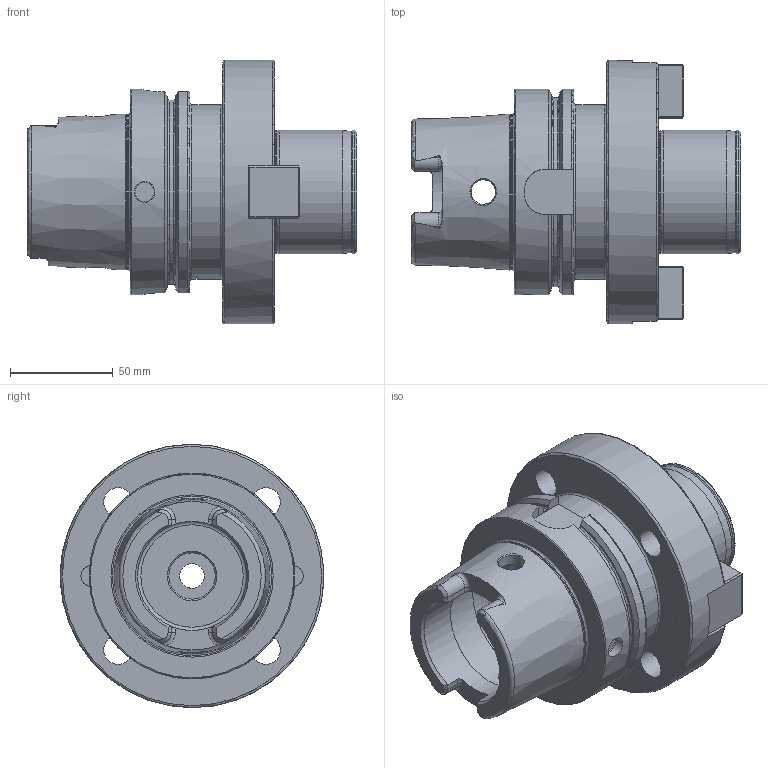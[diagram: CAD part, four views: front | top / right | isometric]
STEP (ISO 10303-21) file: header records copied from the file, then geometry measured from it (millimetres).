
FILE_DESCRIPTION (( 'STEP AP214' ), '1' );
FILE_NAME ('HA0.D60.K01.070.STEP', '2025-07-02T13:19:15', ( '' ), ( '' ), 'SwSTEP 2.0', 'SolidWorks 2022', '' );
FILE_SCHEMA (( 'AUTOMOTIVE_DESIGN' ));
Length unit declared in the file: millimetre
Products named in the file (5): U00-D60.ER1.025; HA0-D60.K01.070_Fertigbearbeitung; KVT_MB_600_060; ISO 4762 - M12 x 25_PreviewCfg; HA0.D60.K01.070
Assembly tree (6 placements, depth 2):
  HA0.D60.K01.070
    HA0-D60.K01.070_Fertigbearbeitung
    U00-D60.ER1.025  x2
    ISO 4762 - M12 x 25_PreviewCfg  x2
    KVT_MB_600_060
Bounding box: 159.9 x 127.95 x 128 mm (x, y, z)
Volume: 732658.8 mm3; surface area: 113378.6 mm2
Topology: 7 solids, 7 shells, 280 faces, 666 edges, 406 vertices
Faces by surface type: plane 124, cylinder 68, cone 50, torus 35, bspline 2, sphere 1
Full cylindrical faces by diameter (mm): 5 x5, 6 x3, 10 x3, 12 x5, 13 x2, 14 x4, 18 x2, 19 x2, 22.5 x1, 26 x1, 26.5 x1, 31 x1, 53 x2, 59.3 x1, 60 x2, 63 x1, 75.265 x1, 85 x1, 100 x1, 128 x1
Entity records: 9196 total; most frequent: CARTESIAN_POINT 2959, DIRECTION 1037, ORIENTED_EDGE 928, EDGE_CURVE 464, AXIS2_PLACEMENT_3D 432, EDGE_LOOP 354, VERTEX_POINT 330, FACE_OUTER_BOUND 289
